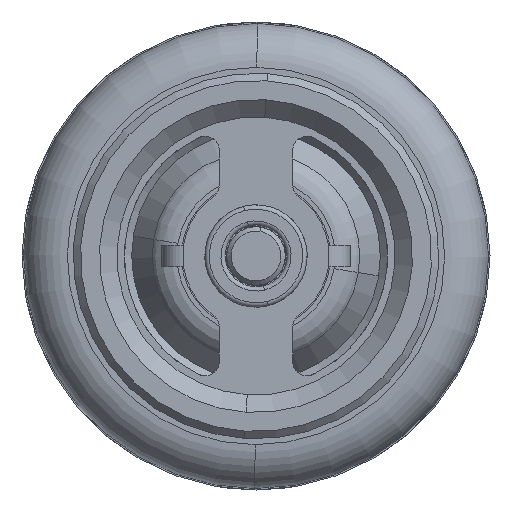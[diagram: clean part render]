
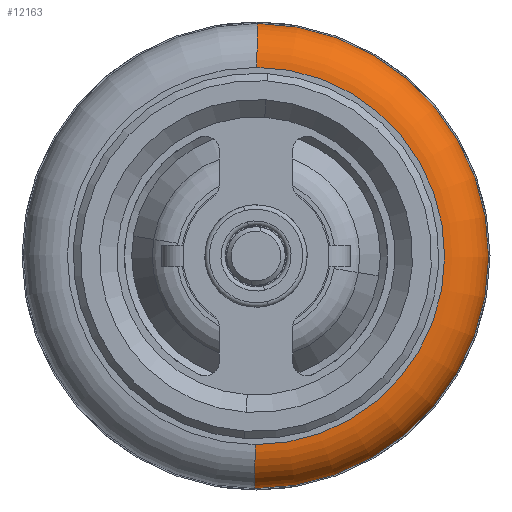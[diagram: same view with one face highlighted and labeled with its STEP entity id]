
A CAD part, front view. The second image highlights one B-rep face of the part: STEP entity #12163.
In plain terms, the highlighted toroidal (fillet/blend) face has major radius 12.9 mm and minor radius 3 mm.
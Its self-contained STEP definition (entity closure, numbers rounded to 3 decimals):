
#412 = CARTESIAN_POINT ( 'NONE',  ( 0., 3., 12.9 ) ) ;
#513 = CARTESIAN_POINT ( 'NONE',  ( 0., 0., -12.9 ) ) ;
#1029 = DIRECTION ( 'NONE',  ( 0., 0., -1. ) ) ;
#1853 = CARTESIAN_POINT ( 'NONE',  ( 0., 0., 12.9 ) ) ;
#1980 = DIRECTION ( 'NONE',  ( 0., 0., -1. ) ) ;
#1987 = FACE_OUTER_BOUND ( 'NONE', #12432, .T. ) ;
#2108 = VERTEX_POINT ( 'NONE', #513 ) ;
#2468 = DIRECTION ( 'NONE',  ( 1., 0., 0. ) ) ;
#2726 = EDGE_CURVE ( 'NONE', #12616, #11803, #8273, .T. ) ;
#2953 = ORIENTED_EDGE ( 'NONE', *, *, #6004, .F. ) ;
#4694 = EDGE_CURVE ( 'NONE', #2108, #11188, #5602, .T. ) ;
#4745 = DIRECTION ( 'NONE',  ( 0., 0., -1. ) ) ;
#4936 = AXIS2_PLACEMENT_3D ( 'NONE', #12452, #10236, #12705 ) ;
#5446 = AXIS2_PLACEMENT_3D ( 'NONE', #12541, #6269, #1980 ) ;
#5602 = CIRCLE ( 'NONE', #10816, 12.9 ) ;
#5794 = CARTESIAN_POINT ( 'NONE',  ( 0., 3., -15.9 ) ) ;
#6004 = EDGE_CURVE ( 'NONE', #11803, #2108, #11086, .T. ) ;
#6194 = CIRCLE ( 'NONE', #9549, 3. ) ;
#6269 = DIRECTION ( 'NONE',  ( 0., 1., 0. ) ) ;
#6341 = DIRECTION ( 'NONE',  ( 0., -1., 0. ) ) ;
#7487 = AXIS2_PLACEMENT_3D ( 'NONE', #13793, #13738, #12641 ) ;
#8273 = CIRCLE ( 'NONE', #5446, 15.9 ) ;
#8450 = CARTESIAN_POINT ( 'NONE',  ( 0., 0., 0. ) ) ;
#8837 = CARTESIAN_POINT ( 'NONE',  ( 0., 3., 15.9 ) ) ;
#9019 = ORIENTED_EDGE ( 'NONE', *, *, #9678, .T. ) ;
#9549 = AXIS2_PLACEMENT_3D ( 'NONE', #412, #2468, #4745 ) ;
#9678 = EDGE_CURVE ( 'NONE', #12616, #11188, #6194, .T. ) ;
#10236 = DIRECTION ( 'NONE',  ( -1., 0., 0. ) ) ;
#10725 = ORIENTED_EDGE ( 'NONE', *, *, #4694, .F. ) ;
#10816 = AXIS2_PLACEMENT_3D ( 'NONE', #8450, #6341, #1029 ) ;
#11086 = CIRCLE ( 'NONE', #4936, 3. ) ;
#11188 = VERTEX_POINT ( 'NONE', #1853 ) ;
#11803 = VERTEX_POINT ( 'NONE', #5794 ) ;
#12147 = ORIENTED_EDGE ( 'NONE', *, *, #2726, .F. ) ;
#12163 = ADVANCED_FACE ( 'NONE', ( #1987 ), #13679, .T. ) ;
#12432 = EDGE_LOOP ( 'NONE', ( #12147, #9019, #10725, #2953 ) ) ;
#12452 = CARTESIAN_POINT ( 'NONE',  ( 0., 3., -12.9 ) ) ;
#12541 = CARTESIAN_POINT ( 'NONE',  ( 0., 3., 0. ) ) ;
#12616 = VERTEX_POINT ( 'NONE', #8837 ) ;
#12641 = DIRECTION ( 'NONE',  ( 0., 0., -1. ) ) ;
#12705 = DIRECTION ( 'NONE',  ( 0., 0., 1. ) ) ;
#13679 = TOROIDAL_SURFACE ( 'NONE', #7487, 12.9, 3. ) ;
#13738 = DIRECTION ( 'NONE',  ( 0., -1., 0. ) ) ;
#13793 = CARTESIAN_POINT ( 'NONE',  ( 0., 3., 0. ) ) ;
